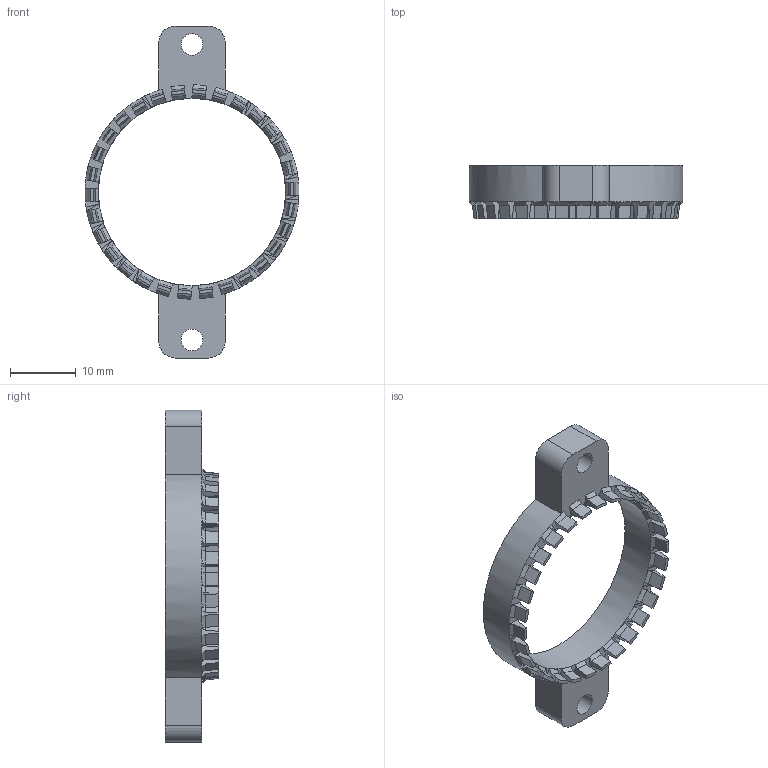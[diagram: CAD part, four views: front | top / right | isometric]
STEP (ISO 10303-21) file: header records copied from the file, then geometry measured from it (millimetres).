
FILE_DESCRIPTION(/* description */ (''),/* implementation_level */ '2;1');
FILE_NAME(/* name */ 'encder_disc.step',/* time_stamp */ '2024-05-05T15:52:12+02:00',/* author */ (''),/* organization */ (''),/* preprocessor_version */ 'ST-DEVELOPER v20',/* originating_system */ 'Autodesk Translation Framework v12.20.1.177',/* authorisation */ '');
FILE_SCHEMA (('AUTOMOTIVE_DESIGN { 1 0 10303 214 3 1 1 }'));
Length unit declared in the file: millimetre
Products named in the file (1): encder_disc
Bounding box: 32.54 x 8.1 x 50.5 mm (x, y, z)
Volume: 2129 mm3; surface area: 2470 mm2
Topology: 1 solids, 1 shells, 250 faces, 747 edges, 498 vertices
Faces by surface type: plane 241, cylinder 9
Full cylindrical faces by diameter (mm): 3.3 x2, 28.505 x1
Entity records: 8409 total; most frequent: CARTESIAN_POINT 1496, ORIENTED_EDGE 1494, DIRECTION 1375, EDGE_CURVE 747, LINE 621, VECTOR 621, VERTEX_POINT 498, AXIS2_PLACEMENT_3D 377
